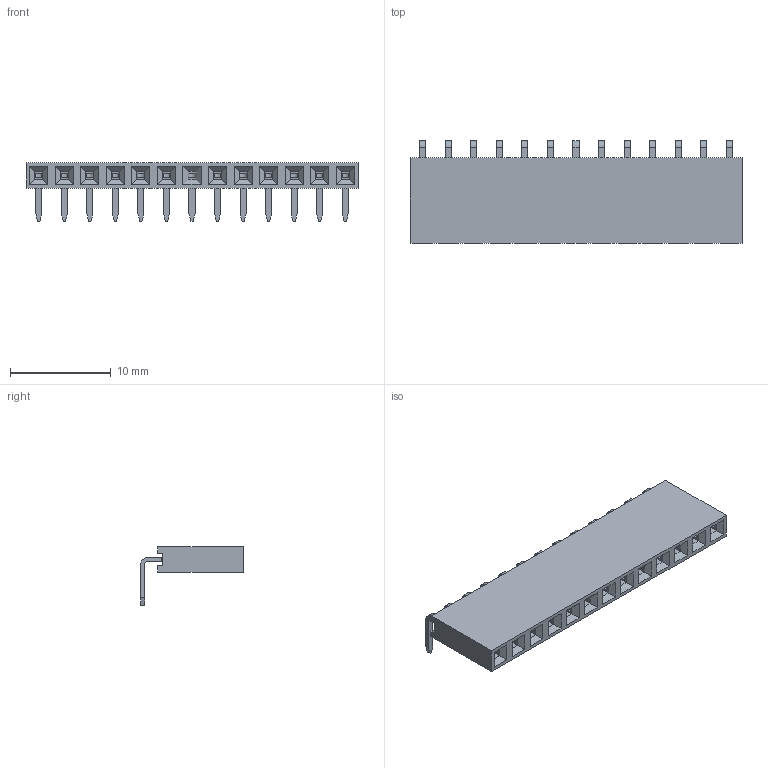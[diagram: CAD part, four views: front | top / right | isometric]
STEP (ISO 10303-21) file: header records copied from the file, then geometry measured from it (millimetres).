
FILE_DESCRIPTION(('STEP AP214'), '1');
FILE_NAME('PBS-R', '', ('UNSPECIFIED'), ('UNSPECIFIED'), 'ASCON STEP Converter 1.6', 'ASCON Math Kernel', '');
FILE_SCHEMA(('AUTOMOTIVE_DESIGN { 1 0 10303 214 3 1 1}'));
Length unit declared in the file: millimetre
Bounding box: 33.02 x 10.2 x 5.84 mm (x, y, z)
Volume: 644.7 mm3; surface area: 1445.2 mm2
Topology: 1 solids, 1 shells, 764 faces, 2104 edges, 1316 vertices
Faces by surface type: plane 647, cylinder 117
Entity records: 29970 total; most frequent: ORIENTED_EDGE 4208, CARTESIAN_POINT 4185, DIRECTION 3920, EDGE_CURVE 2104, LINE 1818, VECTOR 1818, VERTEX_POINT 1316, AXIS2_PLACEMENT_3D 1051
